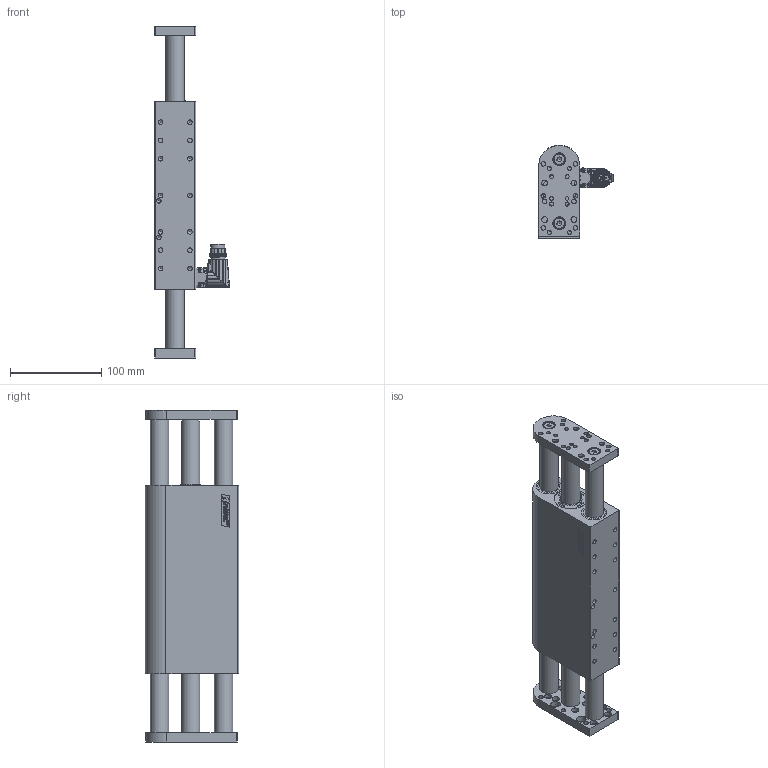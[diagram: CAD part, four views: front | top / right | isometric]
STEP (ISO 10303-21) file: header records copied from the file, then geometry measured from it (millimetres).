
FILE_DESCRIPTION (( 'STEP AP214' ), '1' );
FILE_NAME ('0186-1335_241128_DM01-37x120F-HP-R-135.STEP', '2024-11-28T11:15:03', ( '' ), ( '' ), 'SwSTEP 2.0', 'SolidWorks 2024', '' );
FILE_SCHEMA (( 'AUTOMOTIVE_DESIGN' ));
Length unit declared in the file: millimetre
Products named in the file (18): 0180-1292_DM01k-37; DSB01k-37x206; 0180-2695_DM01k-37-AGS; 0230-0168_Zyl.-Schr_I-6kt_n-K_M8x16_8.8_v-b; 0230-0400_Gew.-Stift_I-6kt_R-sch_M4x6_INOX; 112739-7; 0230-0692_Linearkugellager_LBBR_20-LS-LGFP; 0186-2346_PL01-20x350!300-HP-SF_PL01-20x350!300-HP-SF; 0150-4038_PAW01-20-LF_PAW01-20; DM01h-37x120F-HP-R; 0150-3128_MC01-Rw!m_GANZ; Läufer_beweglich_Läufer_beweglich_135; DL01h-20x14x...-2xM16_DL01h-20x14x347-2xM16; 0186-1335_241128_DM01-37x120F-HP-R-135; 0230-0158_Zyl.-Schr_I-6kt_n-K_M8x18_8.8_v-b; 0160-0650_Lins.-Schr_I-6rd_M2.5x6_INOX; 0180-1697_DM01k-37-H; MC01-Rw!m_fuss_Fuss
Assembly tree (35 placements, depth 4):
  0186-1335_241128_DM01-37x120F-HP-R-135
    DM01h-37x120F-HP-R
      DSB01k-37x206
      0230-0400_Gew.-Stift_I-6kt_R-sch_M4x6_INOX  x7
      0230-0692_Linearkugellager_LBBR_20-LS-LGFP  x4
      0150-3128_MC01-Rw!m_GANZ
        112739-7
        MC01-Rw!m_fuss_Fuss
      0160-0650_Lins.-Schr_I-6rd_M2.5x6_INOX  x4
      0180-2695_DM01k-37-AGS  x2
      0150-4038_PAW01-20-LF_PAW01-20  x2
    Läufer_beweglich_Läufer_beweglich_135
      DL01h-20x14x...-2xM16_DL01h-20x14x347-2xM16  x2
      0180-1697_DM01k-37-H
      0180-1292_DM01k-37
      0230-0158_Zyl.-Schr_I-6kt_n-K_M8x18_8.8_v-b
      0230-0168_Zyl.-Schr_I-6kt_n-K_M8x16_8.8_v-b  x4
      0186-2346_PL01-20x350!300-HP-SF_PL01-20x350!300-HP-SF
Bounding box: 81.55 x 102 x 363 mm (x, y, z)
Volume: 1043023.4 mm3; surface area: 311036.6 mm2
Topology: 38 solids, 38 shells, 3093 faces, 7632 edges, 4705 vertices
Faces by surface type: plane 1093, cylinder 822, bspline 670, cone 453, torus 54, sphere 1
Full cylindrical faces by diameter (mm): 0.6 x5, 1 x4, 1.1 x5, 2.05 x4, 2.1 x4, 2.5 x44, 2.7 x4, 3 x1, 3.2 x3, 3.3 x20, 4 x55, 4.3 x8, 4.5 x8, 4.8 x1, 5 x43, 6.4 x8, 6.8 x6, 8 x73, 8.4 x5, 10.5 x8, 13 x5, 14 x4, 14.2 x1, 15 x1, 15.2 x1, 15.54 x1, 16 x1, 16.8 x1, 17.25 x1, 19.5 x1
Entity records: 92843 total; most frequent: CARTESIAN_POINT 44690, ORIENTED_EDGE 9160, DIRECTION 7737, EDGE_CURVE 4580, VERTEX_POINT 3066, AXIS2_PLACEMENT_3D 3016, EDGE_LOOP 2644, FACE_OUTER_BOUND 2271
